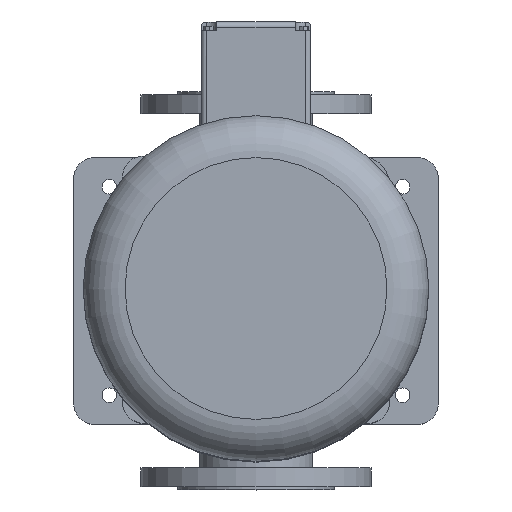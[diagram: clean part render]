
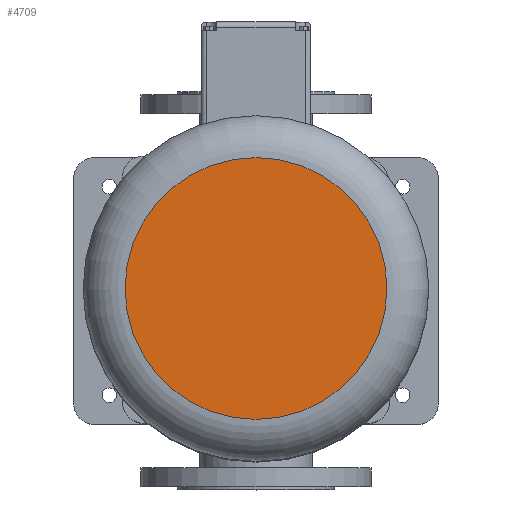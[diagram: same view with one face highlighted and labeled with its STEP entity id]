
A CAD part, top view. The second image highlights one B-rep face of the part: STEP entity #4709.
In plain terms, the highlighted planar face has unit normal (0, 0, 1).
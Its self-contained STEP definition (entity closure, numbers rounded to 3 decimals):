
#4709=ADVANCED_FACE('',(#8735),#8737,.T.);
#8735=FACE_BOUND('',#8736,.T.);
#8736=EDGE_LOOP('',(#11510));
#8737=PLANE('',#8738);
#8738=AXIS2_PLACEMENT_3D('',#8739,#8740,#8741);
#8739=CARTESIAN_POINT('',(0.,0.,1415.));
#8740=DIRECTION('',(0.,0.,1.));
#8741=DIRECTION('',(0.,1.,0.));
#11510=ORIENTED_EDGE('',*,*,#12932,.F.);
#12932=EDGE_CURVE('',#15334,#15334,#15335,.T.);
#15334=VERTEX_POINT('',#23099);
#15335=CIRCLE('',#23100,125.);
#23099=CARTESIAN_POINT('',(0.,125.,1415.));
#23100=AXIS2_PLACEMENT_3D('',#23101,#23102,#23103);
#23101=CARTESIAN_POINT('',(0.,0.,1415.));
#23102=DIRECTION('',(0.,0.,-1.));
#23103=DIRECTION('',(0.,1.,0.));
